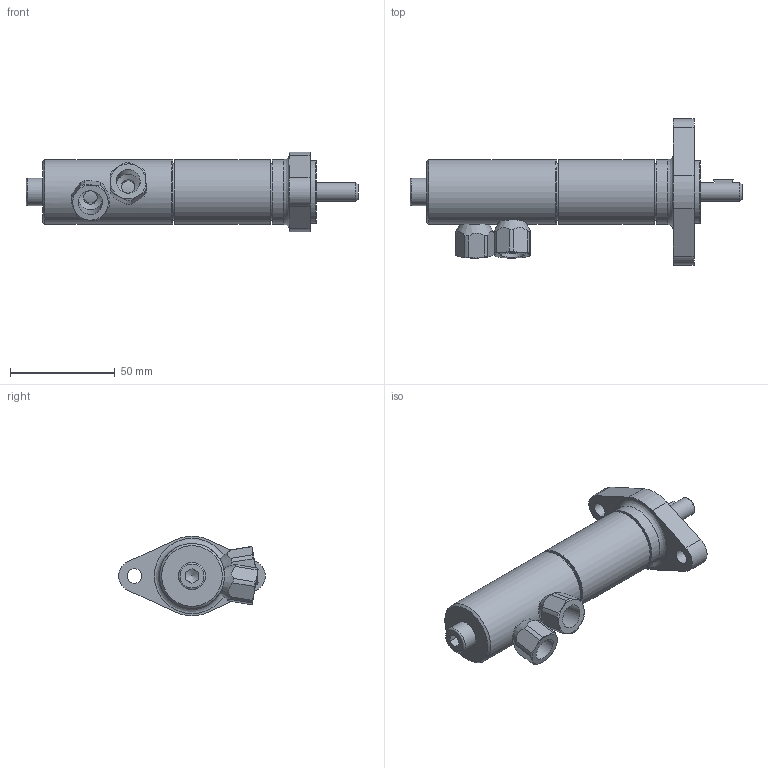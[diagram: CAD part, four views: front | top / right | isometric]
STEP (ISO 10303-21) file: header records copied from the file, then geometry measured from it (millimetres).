
FILE_DESCRIPTION((''),'2;1');
FILE_NAME('MU 9-1300_48100437.stp','2008-06-10T14:17:04',('basyouni'),(''),'Autodesk Inventor 2008','Autodesk Inventor 2008','');
FILE_SCHEMA(('AUTOMOTIVE_DESIGN { 1 0 10303 214 1 1 1 1 }'));
Length unit declared in the file: millimetre
Products named in the file (1): MU 9-1300_48100437
Bounding box: 158.6 x 70 x 37.86 mm (x, y, z)
Volume: 113228.4 mm3; surface area: 25185.8 mm2
Topology: 1 solids, 5 shells, 137 faces, 310 edges, 196 vertices
Faces by surface type: plane 59, cylinder 48, cone 21, bspline 7, torus 2
Full cylindrical faces by diameter (mm): 2.8 x1, 6.5 x2, 7 x2, 8 x1, 9 x1, 9.5 x1, 10 x1, 13 x1, 26.663 x3, 26.78 x2, 27 x1, 28 x3, 29.3 x1, 30 x1, 31 x3
Entity records: 4071 total; most frequent: CARTESIAN_POINT 1129, DIRECTION 584, ORIENTED_EDGE 498, AXIS2_PLACEMENT_3D 255, EDGE_CURVE 249, EDGE_LOOP 208, VERTEX_POINT 179, FACE_OUTER_BOUND 137
